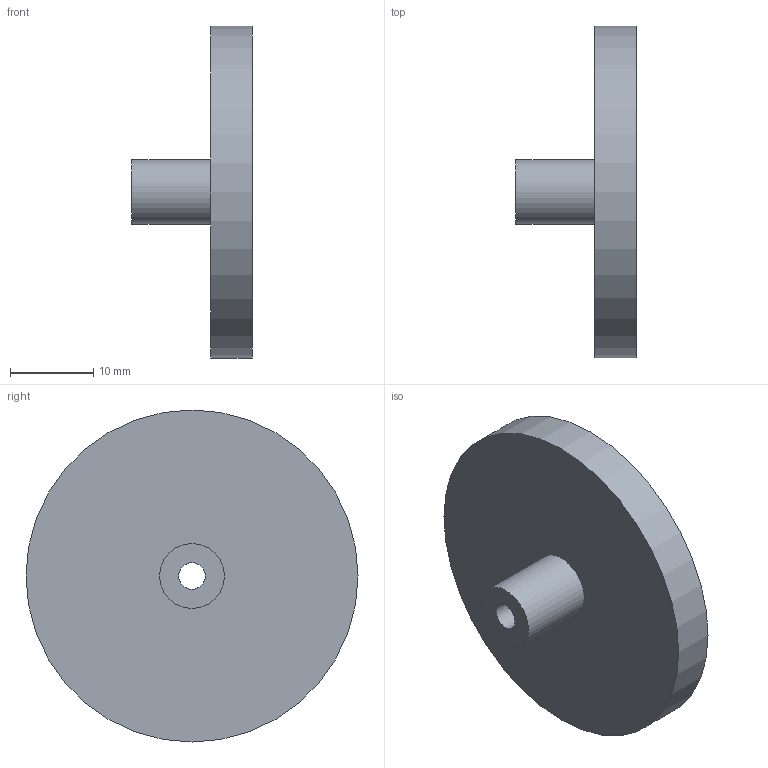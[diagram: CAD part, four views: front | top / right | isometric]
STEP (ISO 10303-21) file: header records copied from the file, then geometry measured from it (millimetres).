
FILE_DESCRIPTION(('FreeCAD Model'),'2;1');
FILE_NAME('pitch-axel.step', '2019-10-22T22:31:54',('Author'),(''), 'Open CASCADE STEP processor 7.3','FreeCAD','Unknown');
FILE_SCHEMA(('AUTOMOTIVE_DESIGN { 1 0 10303 214 1 1 1 1 }'));
Length unit declared in the file: millimetre
Products named in the file (1): Body020
Bounding box: 14.5 x 40 x 40 mm (x, y, z)
Volume: 6620.5 mm3; surface area: 3504.1 mm2
Topology: 1 solids, 1 shells, 6 faces, 9 edges, 6 vertices
Faces by surface type: plane 3, cylinder 3
Full cylindrical faces by diameter (mm): 3.2 x1, 7.8 x1, 40 x1
Entity records: 270 total; most frequent: CARTESIAN_POINT 52, DIRECTION 35, ORIENTED_EDGE 18, PCURVE 18, DEFINITIONAL_REPRESENTATION 18, AXIS2_PLACEMENT_3D 13, CIRCLE 12, B_SPLINE_CURVE_WITH_KNOTS 12
